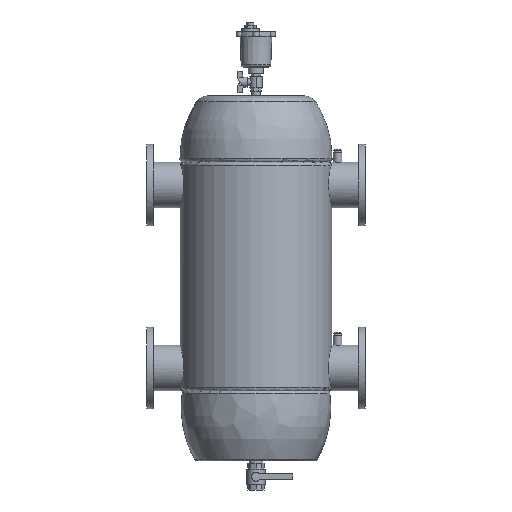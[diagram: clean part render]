
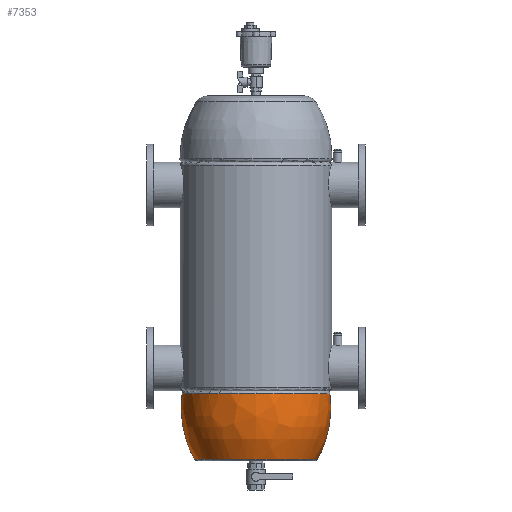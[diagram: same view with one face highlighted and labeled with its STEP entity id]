
A CAD part, front view. The second image highlights one B-rep face of the part: STEP entity #7353.
In plain terms, the highlighted free-form (B-spline) face has degree [3, 3] with [7, 4] control points.
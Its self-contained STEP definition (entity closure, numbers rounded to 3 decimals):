
#6978=CARTESIAN_POINT('Vertex',(-226.321,0.,-638.621)) ;
#6981=CARTESIAN_POINT('Axis2P3D Location',(0.,0.,-638.621)) ;
#6985=CARTESIAN_POINT('Vertex',(226.321,0.,-638.621)) ;
#7047=CARTESIAN_POINT('Control Point',(-226.321,0.,-638.621)) ;
#7048=CARTESIAN_POINT('Control Point',(-236.088,0.,-708.754)) ;
#7049=CARTESIAN_POINT('Control Point',(-222.824,0.,-778.31)) ;
#7050=CARTESIAN_POINT('Control Point',(-187.934,0.,-839.927)) ;
#7051=CARTESIAN_POINT('Vertex',(-187.934,0.,-839.927)) ;
#7055=CARTESIAN_POINT('Control Point',(226.321,0.,-638.621)) ;
#7056=CARTESIAN_POINT('Control Point',(236.088,0.,-708.754)) ;
#7057=CARTESIAN_POINT('Control Point',(222.824,0.,-778.31)) ;
#7058=CARTESIAN_POINT('Control Point',(187.934,0.,-839.927)) ;
#7059=CARTESIAN_POINT('Vertex',(187.934,0.,-839.927)) ;
#7283=CARTESIAN_POINT('Control Point',(187.934,0.,-839.927)) ;
#7284=CARTESIAN_POINT('Control Point',(187.942,-14.732,-839.914)) ;
#7285=CARTESIAN_POINT('Control Point',(186.496,-29.466,-839.918)) ;
#7286=CARTESIAN_POINT('Control Point',(183.602,-44.007,-839.93)) ;
#7287=CARTESIAN_POINT('Control Point',(175.005,-72.37,-839.932)) ;
#7288=CARTESIAN_POINT('Control Point',(161.065,-98.524,-839.925)) ;
#7289=CARTESIAN_POINT('Control Point',(152.817,-110.884,-839.928)) ;
#7290=CARTESIAN_POINT('Control Point',(133.998,-133.832,-839.928)) ;
#7291=CARTESIAN_POINT('Control Point',(111.073,-152.681,-839.928)) ;
#7292=CARTESIAN_POINT('Control Point',(98.714,-160.947,-839.928)) ;
#7293=CARTESIAN_POINT('Control Point',(72.517,-174.955,-839.926)) ;
#7294=CARTESIAN_POINT('Control Point',(44.091,-183.59,-839.929)) ;
#7295=CARTESIAN_POINT('Control Point',(29.488,-186.495,-839.926)) ;
#7296=CARTESIAN_POINT('Control Point',(-0.067,-189.385,-839.93)) ;
#7297=CARTESIAN_POINT('Control Point',(-29.619,-186.47,-839.926)) ;
#7298=CARTESIAN_POINT('Control Point',(-44.189,-183.563,-839.929)) ;
#7299=CARTESIAN_POINT('Control Point',(-72.55,-174.934,-839.926)) ;
#7300=CARTESIAN_POINT('Control Point',(-98.692,-160.957,-839.928)) ;
#7301=CARTESIAN_POINT('Control Point',(-111.025,-152.711,-839.928)) ;
#7302=CARTESIAN_POINT('Control Point',(-133.928,-133.897,-839.928)) ;
#7303=CARTESIAN_POINT('Control Point',(-152.739,-110.99,-839.928)) ;
#7304=CARTESIAN_POINT('Control Point',(-160.993,-98.64,-839.925)) ;
#7305=CARTESIAN_POINT('Control Point',(-174.964,-72.475,-839.932)) ;
#7306=CARTESIAN_POINT('Control Point',(-183.585,-44.093,-839.93)) ;
#7307=CARTESIAN_POINT('Control Point',(-186.49,-29.524,-839.919)) ;
#7308=CARTESIAN_POINT('Control Point',(-187.942,-14.761,-839.914)) ;
#7309=CARTESIAN_POINT('Control Point',(-187.934,0.,-839.927)) ;
#7319=CARTESIAN_POINT('Control Point',(225.273,14.173,-634.492)) ;
#7320=CARTESIAN_POINT('Control Point',(236.378,14.872,-707.4)) ;
#7321=CARTESIAN_POINT('Control Point',(222.591,14.004,-779.847)) ;
#7322=CARTESIAN_POINT('Control Point',(185.488,11.67,-843.545)) ;
#7323=CARTESIAN_POINT('Control Point',(233.995,-124.46,-634.492)) ;
#7324=CARTESIAN_POINT('Control Point',(245.53,-130.595,-707.4)) ;
#7325=CARTESIAN_POINT('Control Point',(231.209,-122.978,-779.847)) ;
#7326=CARTESIAN_POINT('Control Point',(192.669,-102.479,-843.545)) ;
#7327=CARTESIAN_POINT('Control Point',(138.907,-225.718,-634.492)) ;
#7328=CARTESIAN_POINT('Control Point',(145.754,-236.845,-707.4)) ;
#7329=CARTESIAN_POINT('Control Point',(137.253,-223.031,-779.847)) ;
#7330=CARTESIAN_POINT('Control Point',(114.375,-185.855,-843.545)) ;
#7331=CARTESIAN_POINT('Control Point',(0.,-225.718,-634.492)) ;
#7332=CARTESIAN_POINT('Control Point',(0.,-236.845,-707.4)) ;
#7333=CARTESIAN_POINT('Control Point',(0.,-223.031,-779.847)) ;
#7334=CARTESIAN_POINT('Control Point',(0.,-185.855,-843.545)) ;
#7335=CARTESIAN_POINT('Control Point',(-138.907,-225.718,-634.492)) ;
#7336=CARTESIAN_POINT('Control Point',(-145.754,-236.845,-707.4)) ;
#7337=CARTESIAN_POINT('Control Point',(-137.253,-223.031,-779.847)) ;
#7338=CARTESIAN_POINT('Control Point',(-114.375,-185.855,-843.545)) ;
#7339=CARTESIAN_POINT('Control Point',(-233.995,-124.46,-634.492)) ;
#7340=CARTESIAN_POINT('Control Point',(-245.53,-130.595,-707.4)) ;
#7341=CARTESIAN_POINT('Control Point',(-231.209,-122.978,-779.847)) ;
#7342=CARTESIAN_POINT('Control Point',(-192.669,-102.479,-843.545)) ;
#7343=CARTESIAN_POINT('Control Point',(-225.273,14.173,-634.492)) ;
#7344=CARTESIAN_POINT('Control Point',(-236.378,14.872,-707.4)) ;
#7345=CARTESIAN_POINT('Control Point',(-222.591,14.004,-779.847)) ;
#7346=CARTESIAN_POINT('Control Point',(-185.488,11.67,-843.545)) ;
#6982=DIRECTION('Axis2P3D Direction',(0.,0.,-1.)) ;
#6983=AXIS2_PLACEMENT_3D('Circle Axis2P3D',#6981,#6982,$) ;
#7348=ORIENTED_EDGE('',*,*,#7061,.T.) ;
#7349=ORIENTED_EDGE('',*,*,#6987,.T.) ;
#7350=ORIENTED_EDGE('',*,*,#7053,.T.) ;
#7351=ORIENTED_EDGE('',*,*,#7310,.F.) ;
#7353=ADVANCED_FACE('PartBody',(#7352),#7318,.T.) ;
#7282=B_SPLINE_CURVE_WITH_KNOTS('',5,(#7283,#7284,#7285,#7286,#7287,#7288,#7289,#7290,#7291,#7292,#7293,#7294,#7295,#7296,#7297,#7298,#7299,#7300,#7301,#7302,#7303,#7304,#7305,#7306,#7307,#7308,#7309),.UNSPECIFIED.,.F.,.U.,(6,3,3,3,3,3,3,3,6),(0.,73.609,147.373,221.184,295.092,368.848,442.498,516.237,589.991),.UNSPECIFIED.) ;
#6984=CIRCLE('generated circle',#6983,226.321) ;
#6987=EDGE_CURVE('',#6986,#6979,#6984,.T.) ;
#7053=EDGE_CURVE('',#6979,#7052,#7046,.T.) ;
#7061=EDGE_CURVE('',#7060,#6986,#7054,.F.) ;
#7310=EDGE_CURVE('',#7060,#7052,#7282,.T.) ;
#7347=EDGE_LOOP('',(#7348,#7349,#7350,#7351)) ;
#7352=FACE_OUTER_BOUND('',#7347,.T.) ;
#6979=VERTEX_POINT('',#6978) ;
#6986=VERTEX_POINT('',#6985) ;
#7052=VERTEX_POINT('',#7051) ;
#7060=VERTEX_POINT('',#7059) ;
#7046=(BOUNDED_CURVE()B_SPLINE_CURVE(3,(#7047,#7048,#7049,#7050),.UNSPECIFIED.,.F.,.U.)B_SPLINE_CURVE_WITH_KNOTS((4,4),(0.02,0.98),.UNSPECIFIED.)CURVE()GEOMETRIC_REPRESENTATION_ITEM()RATIONAL_B_SPLINE_CURVE((1.188,1.146,1.146,1.188))REPRESENTATION_ITEM('')) ;
#7054=(BOUNDED_CURVE()B_SPLINE_CURVE(3,(#7055,#7056,#7057,#7058),.UNSPECIFIED.,.F.,.U.)B_SPLINE_CURVE_WITH_KNOTS((4,4),(0.02,0.98),.UNSPECIFIED.)CURVE()GEOMETRIC_REPRESENTATION_ITEM()RATIONAL_B_SPLINE_CURVE((1.188,1.146,1.146,1.188))REPRESENTATION_ITEM('')) ;
#7318=(BOUNDED_SURFACE()B_SPLINE_SURFACE(3,3,((#7319,#7320,#7321,#7322),(#7323,#7324,#7325,#7326),(#7327,#7328,#7329,#7330),(#7331,#7332,#7333,#7334),(#7335,#7336,#7337,#7338),(#7339,#7340,#7341,#7342),(#7343,#7344,#7345,#7346)),.UNSPECIFIED.,.F.,.F.,.U.)B_SPLINE_SURFACE_WITH_KNOTS((4,3,4),(4,4),(0.,1.,2.),(0.,1.),.UNSPECIFIED.)GEOMETRIC_REPRESENTATION_ITEM()RATIONAL_B_SPLINE_SURFACE(((1.222,1.176,1.176,1.222),(0.965,0.928,0.928,0.965),(0.965,0.928,0.928,0.965),(1.222,1.176,1.176,1.222),(0.965,0.928,0.928,0.965),(0.965,0.928,0.928,0.965),(1.222,1.176,1.176,1.222)))REPRESENTATION_ITEM('Rational BSpline Surface')SURFACE()) ;
